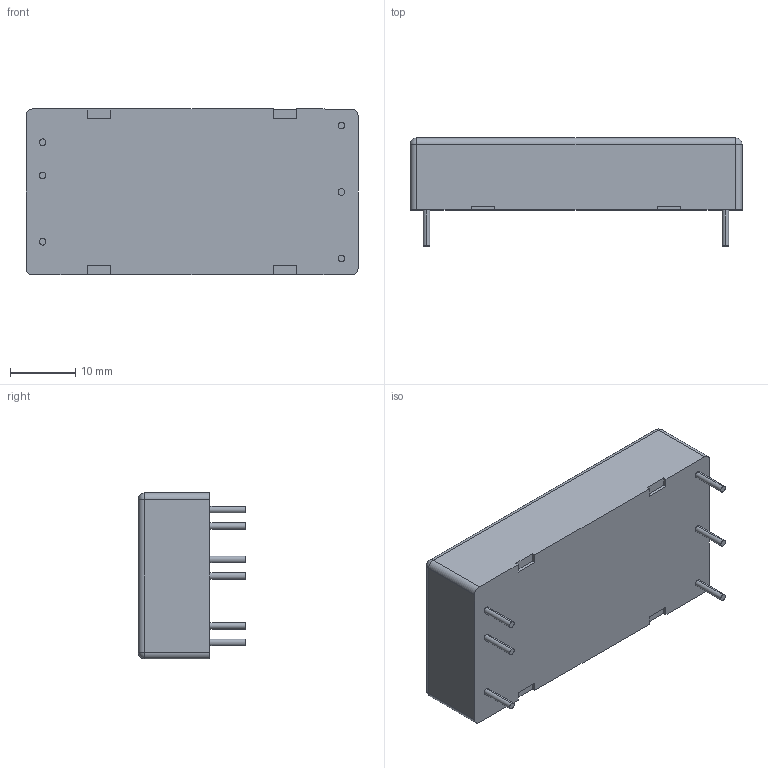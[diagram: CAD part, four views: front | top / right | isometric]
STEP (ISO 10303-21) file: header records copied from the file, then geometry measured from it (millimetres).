
FILE_DESCRIPTION(('STEP AP242'),'1');
FILE_NAME('ten_50-2412wi.stp','2022-12-09T08:26:54',('TraceParts'),('TraceParts S.A.'),'Spatial InterOp 3D',' ',' ');
FILE_SCHEMA(('AP242_MANAGED_MODEL_BASED_3D_ENGINEERING_MIM_LF {1 0 10303 442 1 1 4}'));
Length unit declared in the file: millimetre
Products named in the file (1): ten_50-2412wi
Bounding box: 50.8 x 16.5 x 25.4 mm (x, y, z)
Volume: 14167.9 mm3; surface area: 4280.6 mm2
Topology: 1 solids, 1 shells, 52 faces, 124 edges, 76 vertices
Faces by surface type: plane 28, cylinder 20, sphere 4
Entity records: 1493 total; most frequent: DIRECTION 266, CARTESIAN_POINT 249, ORIENTED_EDGE 240, EDGE_CURVE 120, AXIS2_PLACEMENT_3D 93, LINE 80, VECTOR 80, VERTEX_POINT 76
